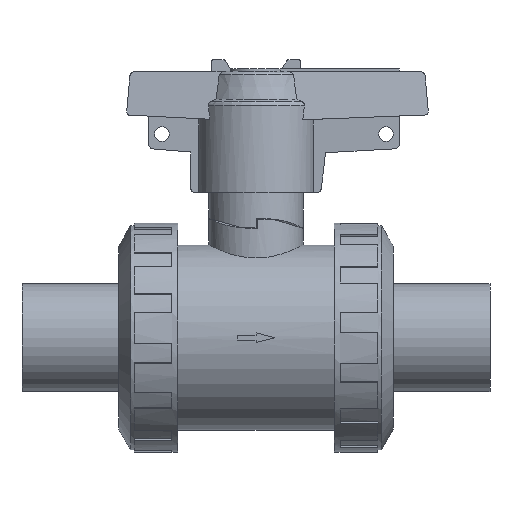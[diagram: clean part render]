
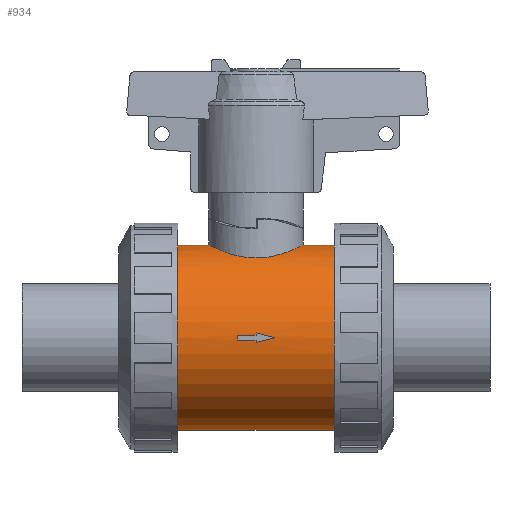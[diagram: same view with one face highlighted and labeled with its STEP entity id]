
A CAD part, front view. The second image highlights one B-rep face of the part: STEP entity #934.
In plain terms, the highlighted cylindrical face has radius 34.425 mm (diameter 68.85 mm), a partial arc.
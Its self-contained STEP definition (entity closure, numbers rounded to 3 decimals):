
#934=ADVANCED_FACE('',(#1892,#1893),#1894,.T.);
#1892=FACE_OUTER_BOUND('',#2857,.T.);
#1893=FACE_BOUND('',#2858,.T.);
#1894=CYLINDRICAL_SURFACE('',#2859,34.425);
#2857=EDGE_LOOP('',(#5760,#5761,#5762,#5763,#5764,#5765,#5766));
#2858=EDGE_LOOP('',(#5767,#5768,#5769,#5770,#5771,#5772,#5773));
#2859=AXIS2_PLACEMENT_3D('',#5774,#5775,#5776);
#5760=ORIENTED_EDGE('',*,*,#5909,.T.);
#5761=ORIENTED_EDGE('',*,*,#7037,.T.);
#5762=ORIENTED_EDGE('',*,*,#5912,.T.);
#5763=ORIENTED_EDGE('',*,*,#7038,.T.);
#5764=ORIENTED_EDGE('',*,*,#7039,.T.);
#5765=ORIENTED_EDGE('',*,*,#5911,.T.);
#5766=ORIENTED_EDGE('',*,*,#7040,.T.);
#5767=ORIENTED_EDGE('',*,*,#7021,.T.);
#5768=ORIENTED_EDGE('',*,*,#7010,.T.);
#5769=ORIENTED_EDGE('',*,*,#6999,.T.);
#5770=ORIENTED_EDGE('',*,*,#6986,.T.);
#5771=ORIENTED_EDGE('',*,*,#6991,.T.);
#5772=ORIENTED_EDGE('',*,*,#7003,.T.);
#5773=ORIENTED_EDGE('',*,*,#7014,.T.);
#5774=CARTESIAN_POINT('',(0.0,0.0,0.0));
#5775=DIRECTION('',(1.0,0.0,0.0));
#5776=DIRECTION('',(0.0,0.0,-1.0));
#5909=EDGE_CURVE('',#7114,#7115,#7116,.T.);
#5911=EDGE_CURVE('',#7082,#7117,#7119,.T.);
#5912=EDGE_CURVE('',#7120,#7079,#7121,.T.);
#6986=EDGE_CURVE('',#8716,#8717,#8718,.T.);
#6991=EDGE_CURVE('',#8717,#8725,#8726,.T.);
#6999=EDGE_CURVE('',#8737,#8716,#8738,.T.);
#7003=EDGE_CURVE('',#8725,#8743,#8744,.T.);
#7010=EDGE_CURVE('',#8753,#8737,#8754,.T.);
#7014=EDGE_CURVE('',#8743,#8759,#8760,.T.);
#7021=EDGE_CURVE('',#8759,#8753,#8769,.T.);
#7037=EDGE_CURVE('',#7115,#7120,#8788,.T.);
#7038=EDGE_CURVE('',#7079,#8789,#8790,.T.);
#7039=EDGE_CURVE('',#8789,#7082,#8791,.T.);
#7040=EDGE_CURVE('',#7117,#7114,#8792,.T.);
#7079=VERTEX_POINT('',#8836);
#7082=VERTEX_POINT('',#8840);
#7114=VERTEX_POINT('',#8918);
#7115=VERTEX_POINT('',#8919);
#7116=LINE('',#8920,#8921);
#7117=VERTEX_POINT('',#8922);
#7119=LINE('',#8924,#8925);
#7120=VERTEX_POINT('',#8926);
#7121=LINE('',#8927,#8928);
#8716=VERTEX_POINT('',#11506);
#8717=VERTEX_POINT('',#11507);
#8718=LINE('',#11508,#11509);
#8725=VERTEX_POINT('',#11519);
#8726=CIRCLE('',#11520,34.425);
#8737=VERTEX_POINT('',#11536);
#8738=CIRCLE('',#11537,34.425);
#8743=VERTEX_POINT('',#11544);
#8744=ELLIPSE('',#11545,135.198,34.425);
#8753=VERTEX_POINT('',#11558);
#8754=LINE('',#11559,#11560);
#8759=VERTEX_POINT('',#11567);
#8760=ELLIPSE('',#11568,135.198,34.425);
#8769=CIRCLE('',#11581,34.425);
#8788=CIRCLE('',#11608,34.425);
#8789=VERTEX_POINT('',#11609);
#8790=B_SPLINE_CURVE_WITH_KNOTS('',3,(#11610,#11611,#11612,#11613,#11614,#11615,#11616,#11617,#11618,#11619,#11620,#11621,#11622,#11623,#11624,#11625,#11626,#11627,#11628,#11629,#11630,#11631),.UNSPECIFIED.,.F.,.F.,(4,2,2,2,2,2,2,2,2,2,4),(80.737,82.416,84.096,87.455,90.814,94.173,97.542,100.911,104.28,105.965,107.649),.UNSPECIFIED.);
#8791=B_SPLINE_CURVE_WITH_KNOTS('',3,(#11632,#11633,#11634,#11635,#11636,#11637,#11638,#11639,#11640,#11641,#11642,#11643,#11644,#11645,#11646,#11647,#11648,#11649,#11650,#11651,#11652,#11653),.UNSPECIFIED.,.F.,.F.,(4,2,2,2,2,2,2,2,2,2,4),(0.0,1.684,3.369,6.738,10.107,13.476,16.835,20.194,23.553,25.233,26.912),.UNSPECIFIED.);
#8792=CIRCLE('',#11654,34.425);
#8836=CARTESIAN_POINT('',(17.49,0.,34.425));
#8840=CARTESIAN_POINT('',(-17.49,0.,34.425));
#8918=CARTESIAN_POINT('',(-29.059,0.,-34.425));
#8919=CARTESIAN_POINT('',(29.059,0.,-34.425));
#8920=CARTESIAN_POINT('',(0.0,0.,-34.425));
#8921=VECTOR('',#11730,1.0);
#8922=CARTESIAN_POINT('',(-29.059,0.,34.425));
#8924=CARTESIAN_POINT('',(0.0,0.,34.425));
#8925=VECTOR('',#11734,1.0);
#8926=CARTESIAN_POINT('',(29.059,0.,34.425));
#8927=CARTESIAN_POINT('',(0.0,0.,34.425));
#8928=VECTOR('',#11735,1.0);
#11506=CARTESIAN_POINT('',(-6.774,-34.413,0.892));
#11507=CARTESIAN_POINT('',(0.0,-34.413,0.892));
#11508=CARTESIAN_POINT('',(-3.387,-34.413,0.892));
#11509=VECTOR('',#13037,1.0);
#11519=CARTESIAN_POINT('',(0.0,-34.379,1.784));
#11520=AXIS2_PLACEMENT_3D('',#13041,#13042,#13043);
#11536=CARTESIAN_POINT('',(-6.774,-34.413,-0.892));
#11537=AXIS2_PLACEMENT_3D('',#13049,#13050,#13051);
#11544=CARTESIAN_POINT('',(6.774,-34.425,0.0));
#11545=AXIS2_PLACEMENT_3D('',#13054,#13055,#13056);
#11558=CARTESIAN_POINT('',(0.0,-34.413,-0.892));
#11559=CARTESIAN_POINT('',(-3.387,-34.413,-0.892));
#11560=VECTOR('',#13061,1.0);
#11567=CARTESIAN_POINT('',(0.0,-34.379,-1.784));
#11568=AXIS2_PLACEMENT_3D('',#13064,#13065,#13066);
#11581=AXIS2_PLACEMENT_3D('',#13071,#13072,#13073);
#11608=AXIS2_PLACEMENT_3D('',#13082,#13083,#13084);
#11609=CARTESIAN_POINT('',(0.0,-17.49,29.651));
#11610=CARTESIAN_POINT('',(17.49,0.,34.425));
#11611=CARTESIAN_POINT('',(17.49,-0.56,34.425));
#11612=CARTESIAN_POINT('',(17.463,-1.128,34.411));
#11613=CARTESIAN_POINT('',(17.352,-2.268,34.355));
#11614=CARTESIAN_POINT('',(17.268,-2.841,34.312));
#11615=CARTESIAN_POINT('',(16.928,-4.549,34.142));
#11616=CARTESIAN_POINT('',(16.584,-5.676,33.972));
#11617=CARTESIAN_POINT('',(15.685,-7.825,33.542));
#11618=CARTESIAN_POINT('',(15.129,-8.85,33.283));
#11619=CARTESIAN_POINT('',(13.852,-10.739,32.722));
#11620=CARTESIAN_POINT('',(13.131,-11.603,32.421));
#11621=CARTESIAN_POINT('',(11.601,-13.133,31.832));
#11622=CARTESIAN_POINT('',(10.736,-13.854,31.522));
#11623=CARTESIAN_POINT('',(8.847,-15.13,30.93));
#11624=CARTESIAN_POINT('',(7.824,-15.686,30.648));
#11625=CARTESIAN_POINT('',(5.678,-16.584,30.172));
#11626=CARTESIAN_POINT('',(4.553,-16.927,29.977));
#11627=CARTESIAN_POINT('',(2.845,-17.267,29.782));
#11628=CARTESIAN_POINT('',(2.272,-17.351,29.732));
#11629=CARTESIAN_POINT('',(1.13,-17.463,29.667));
#11630=CARTESIAN_POINT('',(0.561,-17.49,29.651));
#11631=CARTESIAN_POINT('',(0.0,-17.49,29.651));
#11632=CARTESIAN_POINT('',(0.0,-17.49,29.651));
#11633=CARTESIAN_POINT('',(-0.561,-17.49,29.651));
#11634=CARTESIAN_POINT('',(-1.13,-17.463,29.667));
#11635=CARTESIAN_POINT('',(-2.272,-17.351,29.732));
#11636=CARTESIAN_POINT('',(-2.845,-17.267,29.782));
#11637=CARTESIAN_POINT('',(-4.553,-16.927,29.977));
#11638=CARTESIAN_POINT('',(-5.678,-16.584,30.172));
#11639=CARTESIAN_POINT('',(-7.824,-15.686,30.648));
#11640=CARTESIAN_POINT('',(-8.847,-15.13,30.93));
#11641=CARTESIAN_POINT('',(-10.736,-13.854,31.522));
#11642=CARTESIAN_POINT('',(-11.601,-13.133,31.832));
#11643=CARTESIAN_POINT('',(-13.131,-11.603,32.421));
#11644=CARTESIAN_POINT('',(-13.852,-10.739,32.722));
#11645=CARTESIAN_POINT('',(-15.129,-8.85,33.283));
#11646=CARTESIAN_POINT('',(-15.685,-7.825,33.542));
#11647=CARTESIAN_POINT('',(-16.584,-5.676,33.972));
#11648=CARTESIAN_POINT('',(-16.928,-4.549,34.142));
#11649=CARTESIAN_POINT('',(-17.268,-2.841,34.312));
#11650=CARTESIAN_POINT('',(-17.352,-2.268,34.355));
#11651=CARTESIAN_POINT('',(-17.463,-1.128,34.411));
#11652=CARTESIAN_POINT('',(-17.49,-0.56,34.425));
#11653=CARTESIAN_POINT('',(-17.49,0.,34.425));
#11654=AXIS2_PLACEMENT_3D('',#13085,#13086,#13087);
#11730=DIRECTION('',(1.0,0.0,0.0));
#11734=DIRECTION('',(-1.0,-0.0,-0.0));
#11735=DIRECTION('',(-1.0,-0.0,-0.0));
#13037=DIRECTION('',(1.0,0.0,0.0));
#13041=CARTESIAN_POINT('',(0.0,0.0,0.0));
#13042=DIRECTION('',(-1.0,0.0,0.0));
#13043=DIRECTION('',(0.0,0.0,-1.0));
#13049=CARTESIAN_POINT('',(-6.774,0.0,0.0));
#13050=DIRECTION('',(-1.0,0.0,0.0));
#13051=DIRECTION('',(0.0,0.0,-1.0));
#13054=CARTESIAN_POINT('',(6.774,0.0,0.0));
#13055=DIRECTION('',(0.255,-0.0,0.967));
#13056=DIRECTION('',(0.967,0.0,-0.255));
#13061=DIRECTION('',(-1.0,-0.0,-0.0));
#13064=CARTESIAN_POINT('',(6.774,0.0,0.0));
#13065=DIRECTION('',(0.255,0.0,-0.967));
#13066=DIRECTION('',(-0.967,0.0,-0.255));
#13071=CARTESIAN_POINT('',(0.0,0.0,0.0));
#13072=DIRECTION('',(-1.0,0.0,0.0));
#13073=DIRECTION('',(0.0,0.0,-1.0));
#13082=CARTESIAN_POINT('',(29.059,0.0,0.0));
#13083=DIRECTION('',(-1.0,0.0,0.0));
#13084=DIRECTION('',(0.0,0.0,-1.0));
#13085=CARTESIAN_POINT('',(-29.059,0.0,0.0));
#13086=DIRECTION('',(1.0,0.0,0.0));
#13087=DIRECTION('',(0.0,0.0,-1.0));
